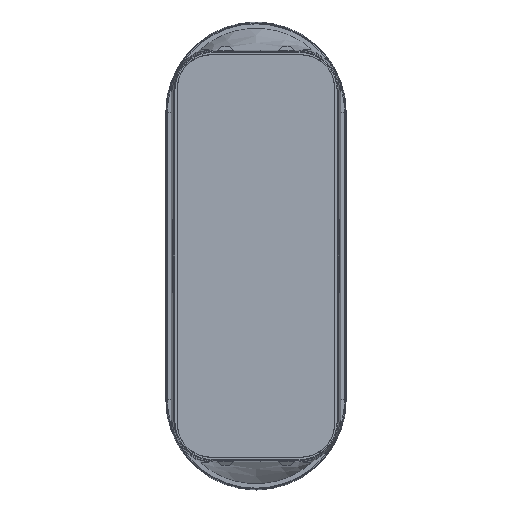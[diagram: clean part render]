
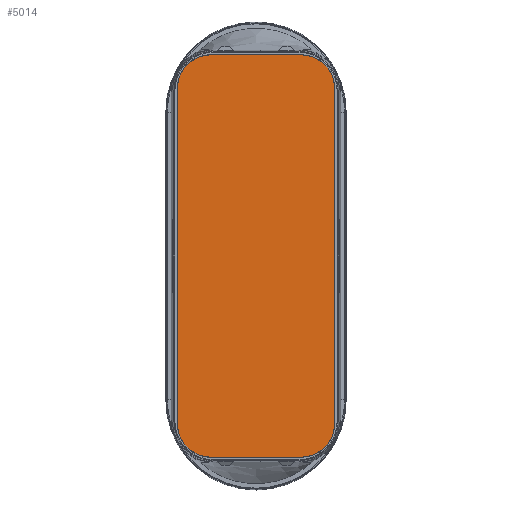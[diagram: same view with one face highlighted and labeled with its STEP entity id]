
A CAD part, front view. The second image highlights one B-rep face of the part: STEP entity #5014.
In plain terms, the highlighted planar face has unit normal (0, -1, 0).
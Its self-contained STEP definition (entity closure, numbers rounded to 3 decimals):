
#4930=AXIS2_PLACEMENT_3D('Plane Axis2P3D',#4927,#4928,#4929) ;
#4901=CARTESIAN_POINT('Line Origine',(-42.875,-59.,0.)) ;
#4905=CARTESIAN_POINT('Vertex',(-42.875,-59.,90.885)) ;
#4907=CARTESIAN_POINT('Vertex',(-42.875,-59.,-90.885)) ;
#4927=CARTESIAN_POINT('Axis2P3D Location',(42.875,-59.,0.)) ;
#4934=CARTESIAN_POINT('Control Point',(42.875,-59.,90.885)) ;
#4935=CARTESIAN_POINT('Control Point',(42.875,-59.,94.117)) ;
#4936=CARTESIAN_POINT('Control Point',(42.169,-59.,97.348)) ;
#4937=CARTESIAN_POINT('Control Point',(40.758,-59.,100.37)) ;
#4938=CARTESIAN_POINT('Control Point',(37.119,-59.,105.073)) ;
#4939=CARTESIAN_POINT('Control Point',(32.016,-59.,108.026)) ;
#4940=CARTESIAN_POINT('Control Point',(29.543,-59.,108.925)) ;
#4941=CARTESIAN_POINT('Control Point',(26.964,-59.,109.375)) ;
#4942=CARTESIAN_POINT('Control Point',(24.385,-59.,109.375)) ;
#4943=CARTESIAN_POINT('Vertex',(42.875,-59.,90.885)) ;
#4945=CARTESIAN_POINT('Vertex',(24.385,-59.,109.375)) ;
#4948=CARTESIAN_POINT('Line Origine',(0.,-59.,109.375)) ;
#4952=CARTESIAN_POINT('Vertex',(-24.385,-59.,109.375)) ;
#4956=CARTESIAN_POINT('Control Point',(-42.875,-59.,90.885)) ;
#4957=CARTESIAN_POINT('Control Point',(-42.875,-59.,94.117)) ;
#4958=CARTESIAN_POINT('Control Point',(-42.169,-59.,97.348)) ;
#4959=CARTESIAN_POINT('Control Point',(-40.758,-59.,100.37)) ;
#4960=CARTESIAN_POINT('Control Point',(-37.119,-59.,105.073)) ;
#4961=CARTESIAN_POINT('Control Point',(-32.016,-59.,108.026)) ;
#4962=CARTESIAN_POINT('Control Point',(-29.543,-59.,108.925)) ;
#4963=CARTESIAN_POINT('Control Point',(-26.964,-59.,109.375)) ;
#4964=CARTESIAN_POINT('Control Point',(-24.385,-59.,109.375)) ;
#4967=CARTESIAN_POINT('Control Point',(-42.875,-59.,-90.885)) ;
#4968=CARTESIAN_POINT('Control Point',(-42.875,-59.,-94.117)) ;
#4969=CARTESIAN_POINT('Control Point',(-42.169,-59.,-97.348)) ;
#4970=CARTESIAN_POINT('Control Point',(-40.758,-59.,-100.37)) ;
#4971=CARTESIAN_POINT('Control Point',(-37.119,-59.,-105.073)) ;
#4972=CARTESIAN_POINT('Control Point',(-32.016,-59.,-108.026)) ;
#4973=CARTESIAN_POINT('Control Point',(-29.543,-59.,-108.925)) ;
#4974=CARTESIAN_POINT('Control Point',(-26.964,-59.,-109.375)) ;
#4975=CARTESIAN_POINT('Control Point',(-24.385,-59.,-109.375)) ;
#4976=CARTESIAN_POINT('Vertex',(-24.385,-59.,-109.375)) ;
#4979=CARTESIAN_POINT('Line Origine',(0.,-59.,-109.375)) ;
#4983=CARTESIAN_POINT('Vertex',(24.385,-59.,-109.375)) ;
#4987=CARTESIAN_POINT('Control Point',(42.875,-59.,-90.885)) ;
#4988=CARTESIAN_POINT('Control Point',(42.875,-59.,-94.117)) ;
#4989=CARTESIAN_POINT('Control Point',(42.169,-59.,-97.348)) ;
#4990=CARTESIAN_POINT('Control Point',(40.758,-59.,-100.37)) ;
#4991=CARTESIAN_POINT('Control Point',(37.119,-59.,-105.073)) ;
#4992=CARTESIAN_POINT('Control Point',(32.016,-59.,-108.026)) ;
#4993=CARTESIAN_POINT('Control Point',(29.543,-59.,-108.925)) ;
#4994=CARTESIAN_POINT('Control Point',(26.964,-59.,-109.375)) ;
#4995=CARTESIAN_POINT('Control Point',(24.385,-59.,-109.375)) ;
#4996=CARTESIAN_POINT('Vertex',(42.875,-59.,-90.885)) ;
#4999=CARTESIAN_POINT('Line Origine',(42.875,-59.,0.)) ;
#4902=DIRECTION('Vector Direction',(0.,0.,1.)) ;
#4928=DIRECTION('Axis2P3D Direction',(0.,1.,-0.)) ;
#4929=DIRECTION('Axis2P3D XDirection',(-1.,0.,0.)) ;
#4949=DIRECTION('Vector Direction',(-1.,0.,0.)) ;
#4980=DIRECTION('Vector Direction',(-1.,0.,0.)) ;
#5000=DIRECTION('Vector Direction',(0.,0.,1.)) ;
#4903=VECTOR('Line Direction',#4902,1.) ;
#4950=VECTOR('Line Direction',#4949,1.) ;
#4981=VECTOR('Line Direction',#4980,1.) ;
#5001=VECTOR('Line Direction',#5000,1.) ;
#5005=ORIENTED_EDGE('',*,*,#4947,.T.) ;
#5006=ORIENTED_EDGE('',*,*,#4954,.T.) ;
#5007=ORIENTED_EDGE('',*,*,#4965,.F.) ;
#5008=ORIENTED_EDGE('',*,*,#4909,.T.) ;
#5009=ORIENTED_EDGE('',*,*,#4978,.T.) ;
#5010=ORIENTED_EDGE('',*,*,#4985,.F.) ;
#5011=ORIENTED_EDGE('',*,*,#4998,.F.) ;
#5012=ORIENTED_EDGE('',*,*,#5003,.F.) ;
#5014=ADVANCED_FACE('4051005 P-BA 150 Adapter_vereinfacht',(#5013),#4931,.F.) ;
#4933=B_SPLINE_CURVE_WITH_KNOTS('',5,(#4934,#4935,#4936,#4937,#4938,#4939,#4940,#4941,#4942),.UNSPECIFIED.,.F.,.U.,(6,3,6),(0.,88.878,159.81),.UNSPECIFIED.) ;
#4955=B_SPLINE_CURVE_WITH_KNOTS('',5,(#4956,#4957,#4958,#4959,#4960,#4961,#4962,#4963,#4964),.UNSPECIFIED.,.F.,.U.,(6,3,6),(0.,88.878,159.81),.UNSPECIFIED.) ;
#4966=B_SPLINE_CURVE_WITH_KNOTS('',5,(#4967,#4968,#4969,#4970,#4971,#4972,#4973,#4974,#4975),.UNSPECIFIED.,.F.,.U.,(6,3,6),(0.,88.878,159.81),.UNSPECIFIED.) ;
#4986=B_SPLINE_CURVE_WITH_KNOTS('',5,(#4987,#4988,#4989,#4990,#4991,#4992,#4993,#4994,#4995),.UNSPECIFIED.,.F.,.U.,(6,3,6),(0.,88.878,159.81),.UNSPECIFIED.) ;
#4909=EDGE_CURVE('',#4906,#4908,#4904,.F.) ;
#4947=EDGE_CURVE('',#4944,#4946,#4933,.T.) ;
#4954=EDGE_CURVE('',#4946,#4953,#4951,.T.) ;
#4965=EDGE_CURVE('',#4906,#4953,#4955,.T.) ;
#4978=EDGE_CURVE('',#4908,#4977,#4966,.T.) ;
#4985=EDGE_CURVE('',#4984,#4977,#4982,.T.) ;
#4998=EDGE_CURVE('',#4997,#4984,#4986,.T.) ;
#5003=EDGE_CURVE('',#4944,#4997,#5002,.F.) ;
#5004=EDGE_LOOP('',(#5005,#5006,#5007,#5008,#5009,#5010,#5011,#5012)) ;
#5013=FACE_OUTER_BOUND('',#5004,.T.) ;
#4904=LINE('Line',#4901,#4903) ;
#4951=LINE('Line',#4948,#4950) ;
#4982=LINE('Line',#4979,#4981) ;
#5002=LINE('Line',#4999,#5001) ;
#4931=PLANE('',#4930) ;
#4906=VERTEX_POINT('',#4905) ;
#4908=VERTEX_POINT('',#4907) ;
#4944=VERTEX_POINT('',#4943) ;
#4946=VERTEX_POINT('',#4945) ;
#4953=VERTEX_POINT('',#4952) ;
#4977=VERTEX_POINT('',#4976) ;
#4984=VERTEX_POINT('',#4983) ;
#4997=VERTEX_POINT('',#4996) ;
